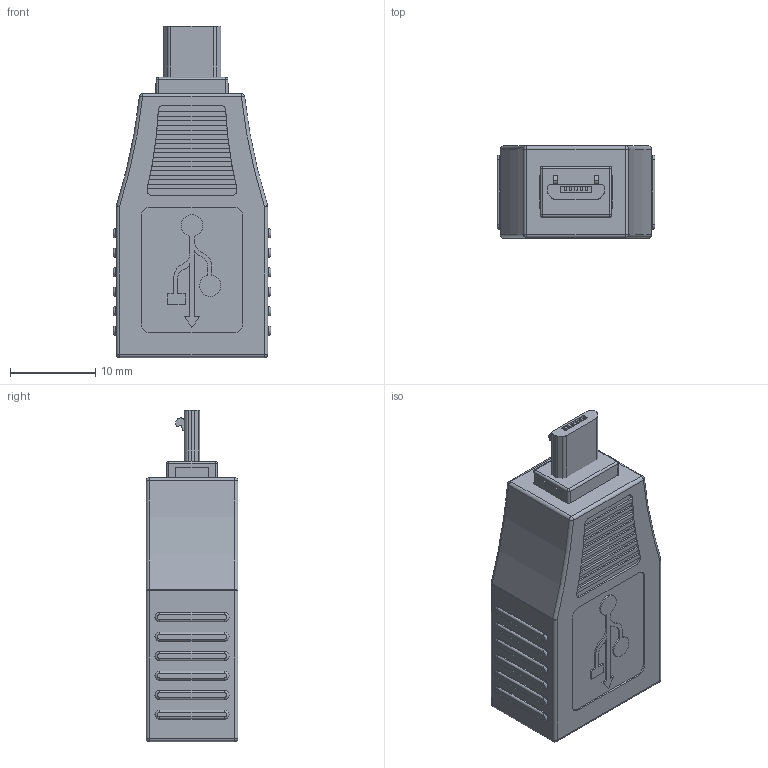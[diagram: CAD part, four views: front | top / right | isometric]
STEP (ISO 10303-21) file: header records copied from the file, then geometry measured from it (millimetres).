
FILE_DESCRIPTION (( 'STEP AP214' ), '1' );
FILE_NAME ('UAD032FM.STEP', '2010-03-22T15:24:06', ( 'Windows XP Mode' ), ( '' ), 'SwSTEP 2.0', 'SolidWorks 2008', '' );
FILE_SCHEMA (( 'AUTOMOTIVE_DESIGN' ));
Length unit declared in the file: inch
Products named in the file (4): 1AA05-032; UAD032FM; UAD019FM-MA1; 3AB06-005-MA1
Assembly tree (3 placements, depth 2):
  UAD032FM
    UAD019FM-MA1
    1AA05-032
    3AB06-005-MA1
Bounding box: 18.54 x 10.79 x 38.89 mm (x, y, z)
Volume: 4868.7 mm3; surface area: 4513.2 mm2
Topology: 3 solids, 3 shells, 660 faces, 1764 edges, 1132 vertices
Faces by surface type: plane 389, cylinder 193, bspline 34, torus 28, sphere 16
Entity records: 24270 total; most frequent: CARTESIAN_POINT 5332, ORIENTED_EDGE 3496, DIRECTION 3438, EDGE_CURVE 1748, VECTOR 1186, LINE 1186, VERTEX_POINT 1132, AXIS2_PLACEMENT_3D 1126
